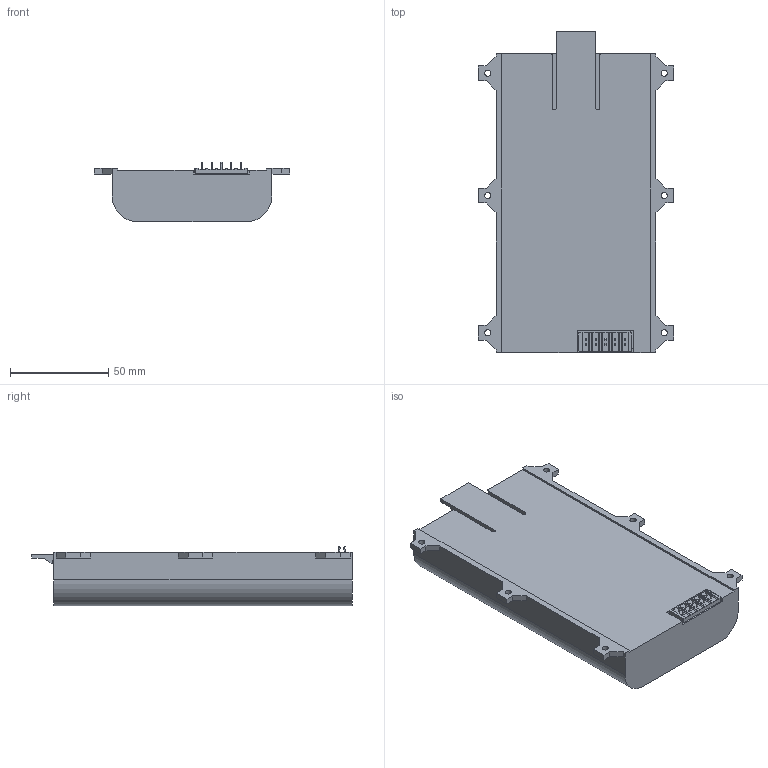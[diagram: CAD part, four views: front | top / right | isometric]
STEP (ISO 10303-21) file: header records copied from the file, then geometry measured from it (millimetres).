
FILE_DESCRIPTION (( 'STEP AP203' ), '1' );
FILE_NAME ('EnsamblajePowerBrick.STEP', '2023-12-30T20:04:26', ( '' ), ( '' ), 'SwSTEP 2.0', 'SolidWorks 2020', '' );
FILE_SCHEMA (( 'CONFIG_CONTROL_DESIGN' ));
Length unit declared in the file: millimetre
Products named in the file (3): EnsamblajePowerBrick; PowerBrick; c-5787446-1-a-3d.stp
Assembly tree (2 placements, depth 2):
  EnsamblajePowerBrick
    PowerBrick
    c-5787446-1-a-3d.stp
Bounding box: 99.6 x 163.71 x 30.45 mm (x, y, z)
Volume: 75142.7 mm3; surface area: 66265.4 mm2
Topology: 2 solids, 2 shells, 415 faces, 1169 edges, 777 vertices
Faces by surface type: plane 311, cylinder 102, bspline 2
Entity records: 13747 total; most frequent: CARTESIAN_POINT 2530, ORIENTED_EDGE 2338, DIRECTION 2181, EDGE_CURVE 1169, VECTOR 939, LINE 939, VERTEX_POINT 777, AXIS2_PLACEMENT_3D 621
